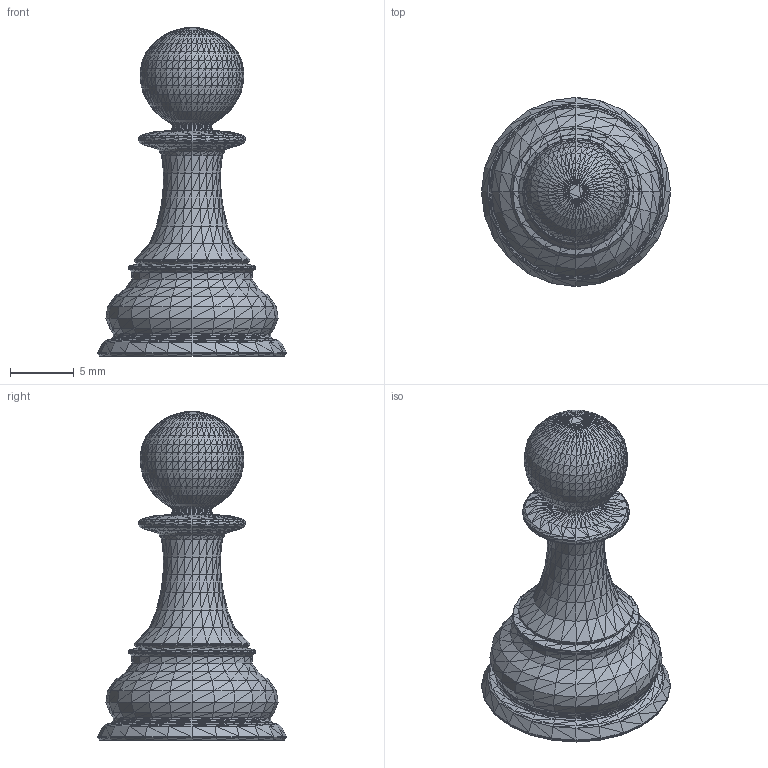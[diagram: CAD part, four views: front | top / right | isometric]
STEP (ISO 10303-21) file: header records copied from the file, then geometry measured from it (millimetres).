
FILE_DESCRIPTION(/* description */ ('','CAx-IF Rec.Pracs.---Representation and Presentation of Product Manufacturing Information (PMI)---4.0---2014-10-13'),/* implementation_level */ '2;1');
FILE_NAME(/* name */ 'Black Pawn v3.step',/* time_stamp */ '2025-03-10T20:57:05-04:00',/* author */ (''),/* organization */ (''),/* preprocessor_version */ 'ST-DEVELOPER v20',/* originating_system */ 'Autodesk Translation Framework v13.20.0.188',/* authorisation */ '');
FILE_SCHEMA (('AP242_MANAGED_MODEL_BASED_3D_ENGINEERING_MIM_LF { 1 0 10303 442 1 1 4 }'));
Products named in the file (1): Black Pawn
Bounding box: 14.84 x 14.84 x 25.74 mm (x, y, z)
Volume: 1232.4 mm3; surface area: 1045.6 mm2
Topology: 1 solids, 1 shells, 3674 faces, 5522 edges, 1851 vertices
Faces by surface type: plane 3672, cone 1, cylinder 1
Full cylindrical faces by diameter (mm): 10.2 x1
Entity records: 71801 total; most frequent: DIRECTION 12875, CARTESIAN_POINT 11048, ORIENTED_EDGE 11044, EDGE_CURVE 5522, LINE 5519, VECTOR 5519, AXIS2_PLACEMENT_3D 3678, EDGE_LOOP 3675
